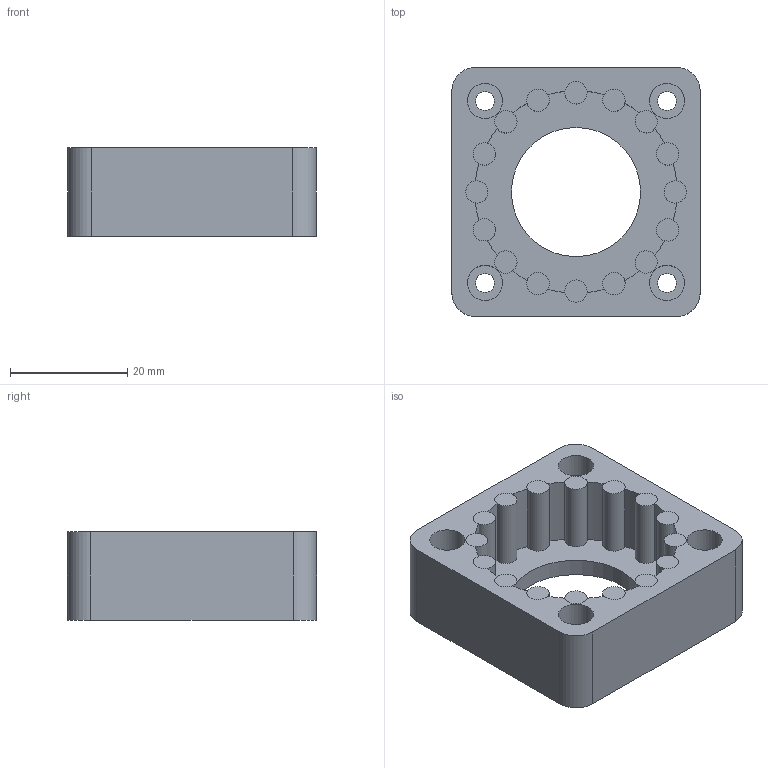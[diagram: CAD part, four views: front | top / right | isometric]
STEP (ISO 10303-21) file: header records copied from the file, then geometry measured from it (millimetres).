
FILE_DESCRIPTION(('FreeCAD Model'),'2;1');
FILE_NAME('Open CASCADE Shape Model','2022-04-28T19:50:36',(''),(''), 'Open CASCADE STEP processor 7.5','FreeCAD','Unknown');
FILE_SCHEMA(('AUTOMOTIVE_DESIGN { 1 0 10303 214 1 1 1 1 }'));
Length unit declared in the file: millimetre
Products named in the file (2): NemaBase; NemaBaseBody
Assembly tree (1 placements, depth 2):
  NemaBase
    NemaBaseBody
Bounding box: 42.3 x 42.43 x 15 mm (x, y, z)
Volume: 14301.3 mm3; surface area: 8190.5 mm2
Topology: 1 solids, 1 shells, 81 faces, 197 edges, 123 vertices
Faces by surface type: cylinder 54, plane 27
Full cylindrical faces by diameter (mm): 3.2 x4, 6 x4, 22 x1
Entity records: 4988 total; most frequent: CARTESIAN_POINT 848, DIRECTION 847, ORIENTED_EDGE 394, PCURVE 394, DEFINITIONAL_REPRESENTATION 394, LINE 306, VECTOR 306, CIRCLE 274
